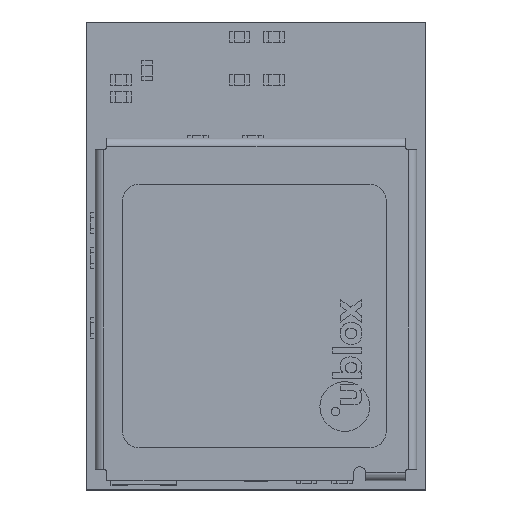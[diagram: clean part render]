
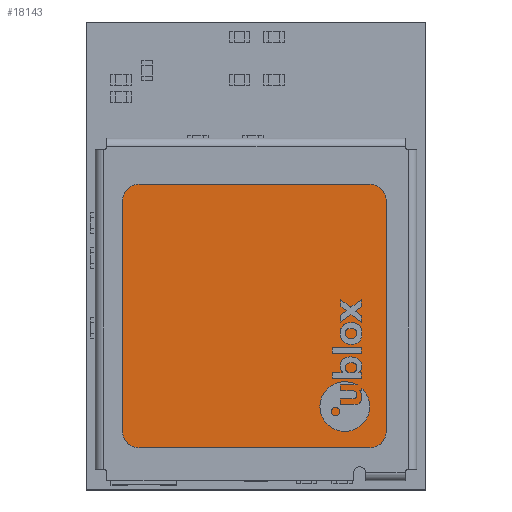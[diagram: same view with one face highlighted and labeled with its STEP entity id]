
A CAD part, top view. The second image highlights one B-rep face of the part: STEP entity #18143.
In plain terms, the highlighted planar face has unit normal (0, 0, 1).
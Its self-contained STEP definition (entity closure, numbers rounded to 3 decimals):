
#17987 = EDGE_CURVE('',#17988,#17990,#17992,.T.);
#17988 = VERTEX_POINT('',#17989);
#17989 = CARTESIAN_POINT('',(4.,-3.5,0.1));
#17990 = VERTEX_POINT('',#17991);
#17991 = CARTESIAN_POINT('',(4.,3.5,0.1));
#17992 = LINE('',#17993,#17994);
#17993 = CARTESIAN_POINT('',(4.,4.,0.1));
#17994 = VECTOR('',#17995,1.);
#17995 = DIRECTION('',(0.,1.,-0.));
#18038 = VERTEX_POINT('',#18039);
#18039 = CARTESIAN_POINT('',(-3.5,4.,0.1));
#18045 = EDGE_CURVE('',#18046,#18038,#18048,.T.);
#18046 = VERTEX_POINT('',#18047);
#18047 = CARTESIAN_POINT('',(3.5,4.,0.1));
#18048 = LINE('',#18049,#18050);
#18049 = CARTESIAN_POINT('',(-4.,4.,0.1));
#18050 = VECTOR('',#18051,1.);
#18051 = DIRECTION('',(-1.,-0.,-0.));
#18078 = VERTEX_POINT('',#18079);
#18079 = CARTESIAN_POINT('',(-4.,-3.5,0.1));
#18085 = EDGE_CURVE('',#18086,#18078,#18088,.T.);
#18086 = VERTEX_POINT('',#18087);
#18087 = CARTESIAN_POINT('',(-4.,3.5,0.1));
#18088 = LINE('',#18089,#18090);
#18089 = CARTESIAN_POINT('',(-4.,4.,0.1));
#18090 = VECTOR('',#18091,1.);
#18091 = DIRECTION('',(0.,-1.,0.));
#18107 = EDGE_CURVE('',#18108,#18110,#18112,.T.);
#18108 = VERTEX_POINT('',#18109);
#18109 = CARTESIAN_POINT('',(-3.5,-4.,0.1));
#18110 = VERTEX_POINT('',#18111);
#18111 = CARTESIAN_POINT('',(3.5,-4.,0.1));
#18112 = LINE('',#18113,#18114);
#18113 = CARTESIAN_POINT('',(-4.,-4.,0.1));
#18114 = VECTOR('',#18115,1.);
#18115 = DIRECTION('',(1.,0.,0.));
#18143 = ADVANCED_FACE('',(#18144),#18178,.T.);
#18144 = FACE_BOUND('',#18145,.T.);
#18145 = EDGE_LOOP('',(#18146,#18147,#18154,#18155,#18162,#18163,#18170,
    #18171));
#18146 = ORIENTED_EDGE('',*,*,#18085,.T.);
#18147 = ORIENTED_EDGE('',*,*,#18148,.T.);
#18148 = EDGE_CURVE('',#18078,#18108,#18149,.T.);
#18149 = CIRCLE('',#18150,0.5);
#18150 = AXIS2_PLACEMENT_3D('',#18151,#18152,#18153);
#18151 = CARTESIAN_POINT('',(-3.5,-3.5,0.1));
#18152 = DIRECTION('',(-0.,0.,1.));
#18153 = DIRECTION('',(1.,0.,0.));
#18154 = ORIENTED_EDGE('',*,*,#18107,.T.);
#18155 = ORIENTED_EDGE('',*,*,#18156,.T.);
#18156 = EDGE_CURVE('',#18110,#17988,#18157,.T.);
#18157 = CIRCLE('',#18158,0.5);
#18158 = AXIS2_PLACEMENT_3D('',#18159,#18160,#18161);
#18159 = CARTESIAN_POINT('',(3.5,-3.5,0.1));
#18160 = DIRECTION('',(-0.,0.,1.));
#18161 = DIRECTION('',(1.,0.,0.));
#18162 = ORIENTED_EDGE('',*,*,#17987,.T.);
#18163 = ORIENTED_EDGE('',*,*,#18164,.T.);
#18164 = EDGE_CURVE('',#17990,#18046,#18165,.T.);
#18165 = CIRCLE('',#18166,0.5);
#18166 = AXIS2_PLACEMENT_3D('',#18167,#18168,#18169);
#18167 = CARTESIAN_POINT('',(3.5,3.5,0.1));
#18168 = DIRECTION('',(-0.,0.,1.));
#18169 = DIRECTION('',(1.,0.,0.));
#18170 = ORIENTED_EDGE('',*,*,#18045,.T.);
#18171 = ORIENTED_EDGE('',*,*,#18172,.T.);
#18172 = EDGE_CURVE('',#18038,#18086,#18173,.T.);
#18173 = CIRCLE('',#18174,0.5);
#18174 = AXIS2_PLACEMENT_3D('',#18175,#18176,#18177);
#18175 = CARTESIAN_POINT('',(-3.5,3.5,0.1));
#18176 = DIRECTION('',(-0.,0.,1.));
#18177 = DIRECTION('',(1.,0.,0.));
#18178 = PLANE('',#18179);
#18179 = AXIS2_PLACEMENT_3D('',#18180,#18181,#18182);
#18180 = CARTESIAN_POINT('',(0.,0.,0.1));
#18181 = DIRECTION('',(-0.,0.,1.));
#18182 = DIRECTION('',(1.,0.,0.));
